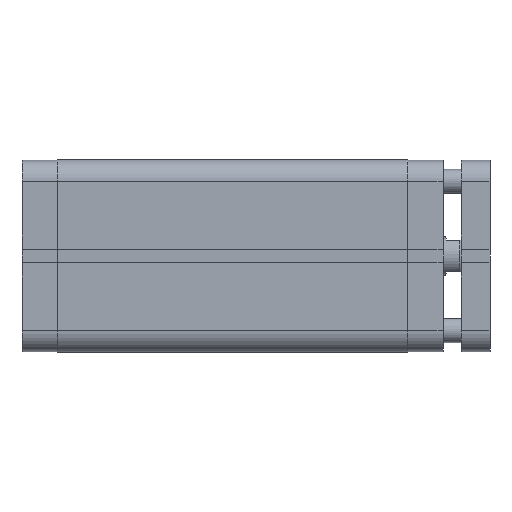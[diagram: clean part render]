
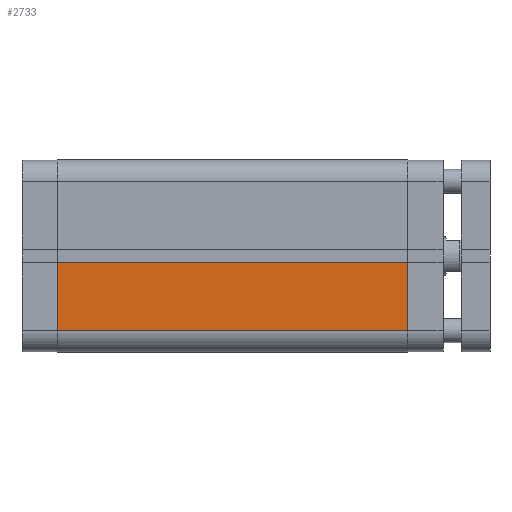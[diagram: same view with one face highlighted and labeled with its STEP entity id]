
A CAD part, front view. The second image highlights one B-rep face of the part: STEP entity #2733.
In plain terms, the highlighted planar face has unit normal (0, -1, 0).
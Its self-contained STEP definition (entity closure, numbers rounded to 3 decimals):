
#54 = CARTESIAN_POINT ( 'NONE',  ( 0., -40., 145.5 ) ) ;
#55 = PLANE ( 'NONE',  #8171 ) ;
#57 = DIRECTION ( 'NONE',  ( 0., 1., 0. ) ) ;
#58 = DIRECTION ( 'NONE',  ( 0., 0., 1. ) ) ;
#367 = CARTESIAN_POINT ( 'NONE',  ( -31., -40., 0. ) ) ;
#368 = CARTESIAN_POINT ( 'NONE',  ( -31., -40., 145.5 ) ) ;
#369 = CARTESIAN_POINT ( 'NONE',  ( -2.6, -40., 0. ) ) ;
#370 = CARTESIAN_POINT ( 'NONE',  ( -2.6, -40., 145.5 ) ) ;
#1745 = CARTESIAN_POINT ( 'NONE',  ( -2.6, -40., 145.5 ) ) ;
#1751 = CARTESIAN_POINT ( 'NONE',  ( 0., -40., 0. ) ) ;
#1752 = DIRECTION ( 'NONE',  ( 1., 0., 0. ) ) ;
#1755 = DIRECTION ( 'NONE',  ( 0., 0., -1. ) ) ;
#2028 = CARTESIAN_POINT ( 'NONE',  ( 0., -40., 145.5 ) ) ;
#2029 = DIRECTION ( 'NONE',  ( 1., 0., 0. ) ) ;
#2065 = CARTESIAN_POINT ( 'NONE',  ( -31., -40., 145.5 ) ) ;
#2066 = DIRECTION ( 'NONE',  ( 0., 0., -1. ) ) ;
#2332 = VECTOR ( 'NONE', #2029, 1000. ) ;
#2357 = LINE ( 'NONE', #2065, #2358 ) ;
#2358 = VECTOR ( 'NONE', #2066, 1000. ) ;
#2733 = ADVANCED_FACE ( 'NONE', ( #6384 ), #55, .F. ) ;
#2943 = VERTEX_POINT ( 'NONE', #367 ) ;
#2944 = VERTEX_POINT ( 'NONE', #368 ) ;
#2945 = VERTEX_POINT ( 'NONE', #369 ) ;
#2946 = VERTEX_POINT ( 'NONE', #370 ) ;
#5309 = EDGE_LOOP ( 'NONE', ( #5692, #5671, #5770, #5730 ) ) ;
#5671 = ORIENTED_EDGE ( 'NONE', *, *, #7716, .F. ) ;
#5692 = ORIENTED_EDGE ( 'NONE', *, *, #7715, .T. ) ;
#5730 = ORIENTED_EDGE ( 'NONE', *, *, #7845, .T. ) ;
#5770 = ORIENTED_EDGE ( 'NONE', *, *, #7829, .F. ) ;
#6384 = FACE_OUTER_BOUND ( 'NONE', #5309, .T. ) ;
#7274 = VECTOR ( 'NONE', #1752, 1000. ) ;
#7276 = LINE ( 'NONE', #1751, #7274 ) ;
#7283 = LINE ( 'NONE', #1745, #7285 ) ;
#7285 = VECTOR ( 'NONE', #1755, 1000. ) ;
#7455 = LINE ( 'NONE', #2028, #2332 ) ;
#7715 = EDGE_CURVE ( 'NONE', #2943, #2945, #7276, .T. ) ;
#7716 = EDGE_CURVE ( 'NONE', #2946, #2945, #7283, .T. ) ;
#7829 = EDGE_CURVE ( 'NONE', #2944, #2946, #7455, .T. ) ;
#7845 = EDGE_CURVE ( 'NONE', #2944, #2943, #2357, .T. ) ;
#8171 = AXIS2_PLACEMENT_3D ( 'NONE', #54, #57, #58 ) ;
